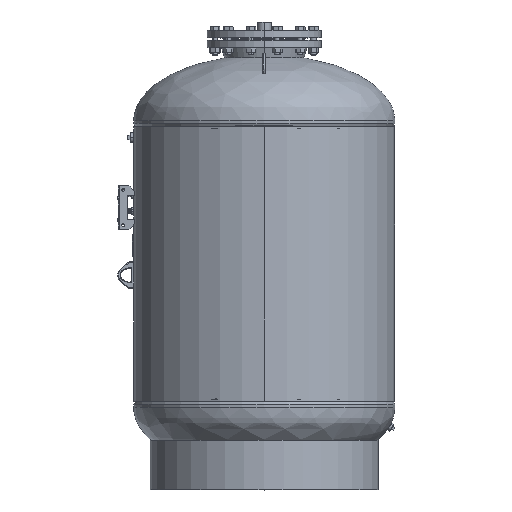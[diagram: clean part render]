
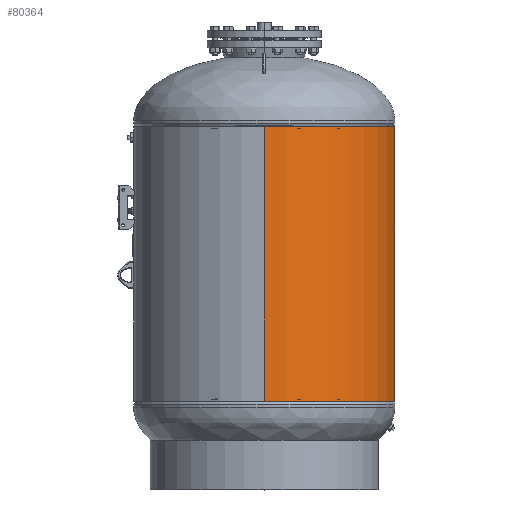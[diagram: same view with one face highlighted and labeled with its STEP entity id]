
A CAD part, top view. The second image highlights one B-rep face of the part: STEP entity #80364.
In plain terms, the highlighted cylindrical face has radius 608.533 mm (diameter 1217.07 mm), a partial arc.
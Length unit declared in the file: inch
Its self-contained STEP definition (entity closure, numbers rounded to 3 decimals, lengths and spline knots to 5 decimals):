
#1083 = DIRECTION ( 'NONE',  ( 0., 0., 1. ) ) ;
#1639 = DIRECTION ( 'NONE',  ( 0., 0., 1. ) ) ;
#1665 = DIRECTION ( 'NONE',  ( 0., 1., 0. ) ) ;
#8385 = CARTESIAN_POINT ( 'NONE',  ( 0., 50.5, 23.958 ) ) ;
#14156 = EDGE_CURVE ( 'NONE', #19149, #87401, #81516, .T. ) ;
#17605 = EDGE_LOOP ( 'NONE', ( #48257, #102582, #100883, #73442 ) ) ;
#19149 = VERTEX_POINT ( 'NONE', #106598 ) ;
#22970 = AXIS2_PLACEMENT_3D ( 'NONE', #88260, #95588, #1083 ) ;
#24255 = VECTOR ( 'NONE', #1665, 39.37008 ) ;
#28665 = LINE ( 'NONE', #61845, #24255 ) ;
#32581 = CARTESIAN_POINT ( 'NONE',  ( 0., 0., 0. ) ) ;
#33512 = VERTEX_POINT ( 'NONE', #69289 ) ;
#36970 = EDGE_CURVE ( 'NONE', #87401, #92463, #83432, .T. ) ;
#48257 = ORIENTED_EDGE ( 'NONE', *, *, #14156, .F. ) ;
#58297 = AXIS2_PLACEMENT_3D ( 'NONE', #66369, #96136, #1639 ) ;
#61845 = CARTESIAN_POINT ( 'NONE',  ( 0.00418, 0., -23.958 ) ) ;
#62843 = VECTOR ( 'NONE', #78324, 39.37008 ) ;
#65016 = EDGE_CURVE ( 'NONE', #19149, #33512, #94788, .T. ) ;
#66369 = CARTESIAN_POINT ( 'NONE',  ( 0., 50.5, 0. ) ) ;
#66872 = DIRECTION ( 'NONE',  ( 0., 1., 0. ) ) ;
#69289 = CARTESIAN_POINT ( 'NONE',  ( 0.00418, 0., -23.958 ) ) ;
#73442 = ORIENTED_EDGE ( 'NONE', *, *, #36970, .F. ) ;
#75288 = FACE_OUTER_BOUND ( 'NONE', #17605, .T. ) ;
#78324 = DIRECTION ( 'NONE',  ( 0., 1., 0. ) ) ;
#80364 = ADVANCED_FACE ( 'NONE', ( #75288 ), #109614, .T. ) ;
#81516 = LINE ( 'NONE', #89984, #62843 ) ;
#82412 = AXIS2_PLACEMENT_3D ( 'NONE', #32581, #66872, #101182 ) ;
#83432 = CIRCLE ( 'NONE', #58297, 23.958 ) ;
#87401 = VERTEX_POINT ( 'NONE', #8385 ) ;
#88260 = CARTESIAN_POINT ( 'NONE',  ( 0., 0., 0. ) ) ;
#89396 = CARTESIAN_POINT ( 'NONE',  ( 0.00418, 50.5, -23.958 ) ) ;
#89984 = CARTESIAN_POINT ( 'NONE',  ( 0., 0., 23.958 ) ) ;
#92463 = VERTEX_POINT ( 'NONE', #89396 ) ;
#94788 = CIRCLE ( 'NONE', #22970, 23.958 ) ;
#95588 = DIRECTION ( 'NONE',  ( 0., 1., 0. ) ) ;
#96136 = DIRECTION ( 'NONE',  ( 0., 1., 0. ) ) ;
#100883 = ORIENTED_EDGE ( 'NONE', *, *, #101254, .T. ) ;
#101182 = DIRECTION ( 'NONE',  ( 0., 0., 1. ) ) ;
#101254 = EDGE_CURVE ( 'NONE', #33512, #92463, #28665, .T. ) ;
#102582 = ORIENTED_EDGE ( 'NONE', *, *, #65016, .T. ) ;
#106598 = CARTESIAN_POINT ( 'NONE',  ( 0., 0., 23.958 ) ) ;
#109614 = CYLINDRICAL_SURFACE ( 'NONE', #82412, 23.958 ) ;
